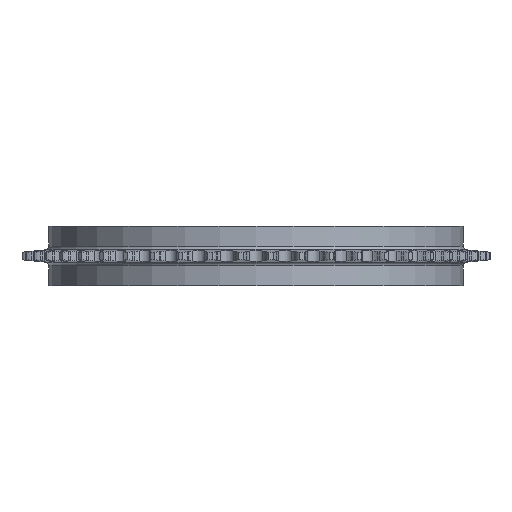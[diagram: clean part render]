
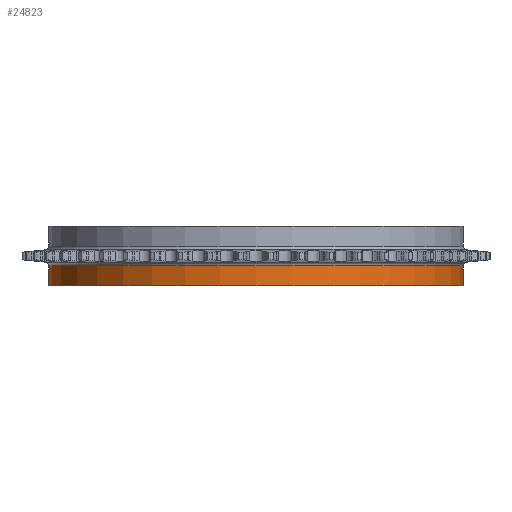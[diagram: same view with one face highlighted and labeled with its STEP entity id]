
A CAD part, front view. The second image highlights one B-rep face of the part: STEP entity #24823.
In plain terms, the highlighted cylindrical face has radius 44.354 mm (diameter 88.708 mm), a partial arc.
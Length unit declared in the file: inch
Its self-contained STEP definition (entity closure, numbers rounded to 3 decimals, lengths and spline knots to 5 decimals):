
#788 = VERTEX_POINT ( 'NONE', #42361 ) ;
#1159 = VECTOR ( 'NONE', #24461, 39.37008 ) ;
#2675 = ORIENTED_EDGE ( 'NONE', *, *, #8346, .T. ) ;
#3253 = DIRECTION ( 'NONE',  ( 0., 0., 1. ) ) ;
#3381 = ORIENTED_EDGE ( 'NONE', *, *, #22448, .T. ) ;
#3456 = CARTESIAN_POINT ( 'NONE',  ( -1.74622, 0., -0.25 ) ) ;
#3592 = CARTESIAN_POINT ( 'NONE',  ( 0., 0., 0.25 ) ) ;
#5196 = LINE ( 'NONE', #41470, #1159 ) ;
#5550 = DIRECTION ( 'NONE',  ( -1., 0., 0. ) ) ;
#6130 = CARTESIAN_POINT ( 'NONE',  ( -1.74622, 0., 0.25 ) ) ;
#8346 = EDGE_CURVE ( 'NONE', #788, #36247, #21193, .T. ) ;
#11896 = EDGE_LOOP ( 'NONE', ( #29936, #2675, #21816, #3381 ) ) ;
#13589 = AXIS2_PLACEMENT_3D ( 'NONE', #15291, #31907, #5550 ) ;
#15291 = CARTESIAN_POINT ( 'NONE',  ( 0., 0., -0.08337 ) ) ;
#15876 = LINE ( 'NONE', #6130, #41229 ) ;
#16246 = CARTESIAN_POINT ( 'NONE',  ( 0., 0., -0.25 ) ) ;
#16807 = DIRECTION ( 'NONE',  ( -1., 0., 0. ) ) ;
#18065 = CIRCLE ( 'NONE', #24239, 1.74622 ) ;
#19293 = EDGE_CURVE ( 'NONE', #36247, #33186, #15876, .T. ) ;
#19356 = VERTEX_POINT ( 'NONE', #23840 ) ;
#21193 = CIRCLE ( 'NONE', #13589, 1.74622 ) ;
#21816 = ORIENTED_EDGE ( 'NONE', *, *, #19293, .T. ) ;
#22448 = EDGE_CURVE ( 'NONE', #33186, #19356, #18065, .T. ) ;
#22737 = DIRECTION ( 'NONE',  ( 1., 0., 0. ) ) ;
#23840 = CARTESIAN_POINT ( 'NONE',  ( 1.74622, 0., -0.25 ) ) ;
#24239 = AXIS2_PLACEMENT_3D ( 'NONE', #16246, #3253, #22737 ) ;
#24461 = DIRECTION ( 'NONE',  ( 0., 0., -1. ) ) ;
#24823 = ADVANCED_FACE ( 'NONE', ( #26307 ), #33209, .T. ) ;
#24963 = AXIS2_PLACEMENT_3D ( 'NONE', #3592, #39453, #16807 ) ;
#26307 = FACE_OUTER_BOUND ( 'NONE', #11896, .T. ) ;
#29936 = ORIENTED_EDGE ( 'NONE', *, *, #31647, .F. ) ;
#31647 = EDGE_CURVE ( 'NONE', #788, #19356, #5196, .T. ) ;
#31907 = DIRECTION ( 'NONE',  ( 0., 0., -1. ) ) ;
#33186 = VERTEX_POINT ( 'NONE', #3456 ) ;
#33209 = CYLINDRICAL_SURFACE ( 'NONE', #24963, 1.74622 ) ;
#35952 = DIRECTION ( 'NONE',  ( 0., 0., -1. ) ) ;
#36247 = VERTEX_POINT ( 'NONE', #40722 ) ;
#39453 = DIRECTION ( 'NONE',  ( 0., 0., -1. ) ) ;
#40722 = CARTESIAN_POINT ( 'NONE',  ( -1.74622, 0., -0.08337 ) ) ;
#41229 = VECTOR ( 'NONE', #35952, 39.37008 ) ;
#41470 = CARTESIAN_POINT ( 'NONE',  ( 1.74622, 0., 0.25 ) ) ;
#42361 = CARTESIAN_POINT ( 'NONE',  ( 1.74622, 0., -0.08337 ) ) ;
